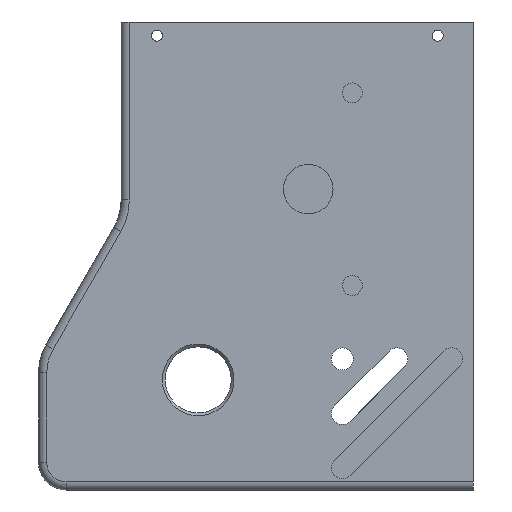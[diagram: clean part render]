
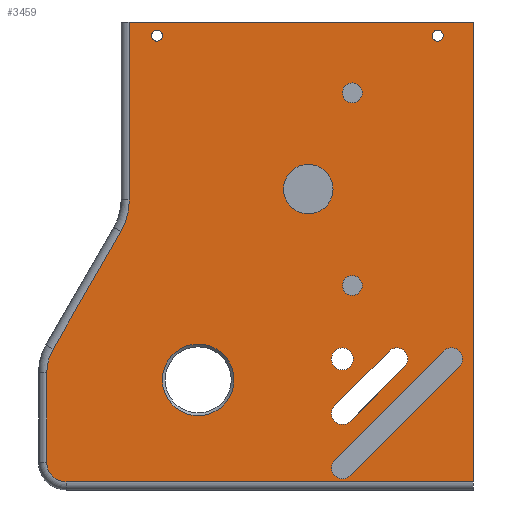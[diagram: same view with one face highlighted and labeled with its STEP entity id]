
A CAD part, left-side view. The second image highlights one B-rep face of the part: STEP entity #3459.
In plain terms, the highlighted planar face has unit normal (-1, 0, 0).
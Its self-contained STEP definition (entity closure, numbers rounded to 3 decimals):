
#40=FACE_BOUND('',#564,.T.);
#41=FACE_BOUND('',#565,.T.);
#42=FACE_BOUND('',#566,.T.);
#43=FACE_BOUND('',#567,.T.);
#44=FACE_BOUND('',#568,.T.);
#45=FACE_BOUND('',#569,.T.);
#46=FACE_BOUND('',#570,.T.);
#47=FACE_BOUND('',#571,.T.);
#48=FACE_BOUND('',#572,.T.);
#193=PLANE('',#3744);
#364=FACE_OUTER_BOUND('',#563,.T.);
#563=EDGE_LOOP('',(#3094,#3095,#3096,#3097,#3098,#3099,#3100,#3101,#3102));
#564=EDGE_LOOP('',(#3103));
#565=EDGE_LOOP('',(#3104));
#566=EDGE_LOOP('',(#3105));
#567=EDGE_LOOP('',(#3106));
#568=EDGE_LOOP('',(#3107,#3108,#3109,#3110));
#569=EDGE_LOOP('',(#3111));
#570=EDGE_LOOP('',(#3112,#3113,#3114,#3115));
#571=EDGE_LOOP('',(#3116));
#572=EDGE_LOOP('',(#3117));
#848=LINE('',#5267,#1235);
#851=LINE('',#5282,#1238);
#853=LINE('',#5294,#1240);
#855=LINE('',#5306,#1242);
#877=LINE('',#5358,#1264);
#903=LINE('',#5449,#1290);
#908=LINE('',#5463,#1295);
#916=LINE('',#5496,#1303);
#928=LINE('',#5524,#1315);
#979=LINE('',#5655,#1366);
#1235=VECTOR('',#4270,10.);
#1238=VECTOR('',#4287,10.);
#1240=VECTOR('',#4301,10.);
#1242=VECTOR('',#4315,10.);
#1264=VECTOR('',#4361,10.);
#1290=VECTOR('',#4459,10.);
#1295=VECTOR('',#4472,10.);
#1303=VECTOR('',#4508,10.);
#1315=VECTOR('',#4528,10.);
#1366=VECTOR('',#4663,10.);
#1375=CIRCLE('',#3486,1.);
#1379=CIRCLE('',#3492,1.);
#1391=CIRCLE('',#3515,1.8);
#1393=CIRCLE('',#3518,1.8);
#1406=CIRCLE('',#3618,3.5);
#1410=CIRCLE('',#3624,8.5);
#1414=CIRCLE('',#3630,11.5);
#1439=CIRCLE('',#3682,2.);
#1441=CIRCLE('',#3686,2.);
#1443=CIRCLE('',#3690,2.);
#1448=CIRCLE('',#3697,2.);
#1450=CIRCLE('',#3705,2.);
#1467=CIRCLE('',#3745,6.5);
#1468=CIRCLE('',#3746,4.5);
#1473=VERTEX_POINT('',#4705);
#1477=VERTEX_POINT('',#4717);
#1497=VERTEX_POINT('',#4778);
#1499=VERTEX_POINT('',#4784);
#1657=VERTEX_POINT('',#5264);
#1658=VERTEX_POINT('',#5266);
#1660=VERTEX_POINT('',#5272);
#1662=VERTEX_POINT('',#5278);
#1664=VERTEX_POINT('',#5284);
#1666=VERTEX_POINT('',#5290);
#1668=VERTEX_POINT('',#5296);
#1670=VERTEX_POINT('',#5302);
#1689=VERTEX_POINT('',#5357);
#1717=VERTEX_POINT('',#5447);
#1718=VERTEX_POINT('',#5448);
#1721=VERTEX_POINT('',#5456);
#1723=VERTEX_POINT('',#5462);
#1725=VERTEX_POINT('',#5472);
#1731=VERTEX_POINT('',#5487);
#1732=VERTEX_POINT('',#5489);
#1734=VERTEX_POINT('',#5495);
#1746=VERTEX_POINT('',#5522);
#1785=VERTEX_POINT('',#5656);
#1786=VERTEX_POINT('',#5658);
#1792=EDGE_CURVE('',#1473,#1473,#1375,.T.);
#1798=EDGE_CURVE('',#1477,#1477,#1379,.T.);
#1828=EDGE_CURVE('',#1497,#1497,#1391,.T.);
#1831=EDGE_CURVE('',#1499,#1499,#1393,.T.);
#2067=EDGE_CURVE('',#1657,#1658,#848,.T.);
#2072=EDGE_CURVE('',#1658,#1660,#1406,.T.);
#2075=EDGE_CURVE('',#1660,#1662,#851,.T.);
#2078=EDGE_CURVE('',#1662,#1664,#1410,.T.);
#2081=EDGE_CURVE('',#1664,#1666,#853,.T.);
#2084=EDGE_CURVE('',#1666,#1668,#1414,.T.);
#2087=EDGE_CURVE('',#1668,#1670,#855,.T.);
#2113=EDGE_CURVE('',#1689,#1670,#877,.T.);
#2158=EDGE_CURVE('',#1717,#1718,#903,.T.);
#2162=EDGE_CURVE('',#1721,#1717,#1439,.T.);
#2165=EDGE_CURVE('',#1723,#1721,#908,.T.);
#2168=EDGE_CURVE('',#1718,#1723,#1441,.T.);
#2170=EDGE_CURVE('',#1725,#1725,#1443,.T.);
#2178=EDGE_CURVE('',#1732,#1731,#1448,.T.);
#2181=EDGE_CURVE('',#1734,#1732,#916,.T.);
#2195=EDGE_CURVE('',#1731,#1746,#928,.T.);
#2197=EDGE_CURVE('',#1746,#1734,#1450,.T.);
#2264=EDGE_CURVE('',#1657,#1689,#979,.T.);
#2265=EDGE_CURVE('',#1785,#1785,#1467,.T.);
#2266=EDGE_CURVE('',#1786,#1786,#1468,.T.);
#3094=ORIENTED_EDGE('',*,*,#2067,.F.);
#3095=ORIENTED_EDGE('',*,*,#2264,.T.);
#3096=ORIENTED_EDGE('',*,*,#2113,.T.);
#3097=ORIENTED_EDGE('',*,*,#2087,.F.);
#3098=ORIENTED_EDGE('',*,*,#2084,.F.);
#3099=ORIENTED_EDGE('',*,*,#2081,.F.);
#3100=ORIENTED_EDGE('',*,*,#2078,.F.);
#3101=ORIENTED_EDGE('',*,*,#2075,.F.);
#3102=ORIENTED_EDGE('',*,*,#2072,.F.);
#3103=ORIENTED_EDGE('',*,*,#1792,.T.);
#3104=ORIENTED_EDGE('',*,*,#1798,.T.);
#3105=ORIENTED_EDGE('',*,*,#1828,.T.);
#3106=ORIENTED_EDGE('',*,*,#1831,.T.);
#3107=ORIENTED_EDGE('',*,*,#2158,.T.);
#3108=ORIENTED_EDGE('',*,*,#2168,.T.);
#3109=ORIENTED_EDGE('',*,*,#2165,.T.);
#3110=ORIENTED_EDGE('',*,*,#2162,.T.);
#3111=ORIENTED_EDGE('',*,*,#2170,.T.);
#3112=ORIENTED_EDGE('',*,*,#2195,.T.);
#3113=ORIENTED_EDGE('',*,*,#2197,.T.);
#3114=ORIENTED_EDGE('',*,*,#2181,.T.);
#3115=ORIENTED_EDGE('',*,*,#2178,.T.);
#3116=ORIENTED_EDGE('',*,*,#2265,.F.);
#3117=ORIENTED_EDGE('',*,*,#2266,.T.);
#3459=ADVANCED_FACE('',(#364,#40,#41,#42,#43,#44,#45,#46,#47,#48),#193,
 .T.);
#3486=AXIS2_PLACEMENT_3D('',#4707,#3767,#3768);
#3492=AXIS2_PLACEMENT_3D('',#4719,#3781,#3782);
#3515=AXIS2_PLACEMENT_3D('',#4780,#3845,#3846);
#3518=AXIS2_PLACEMENT_3D('',#4786,#3852,#3853);
#3618=AXIS2_PLACEMENT_3D('',#5276,#4280,#4281);
#3624=AXIS2_PLACEMENT_3D('',#5288,#4294,#4295);
#3630=AXIS2_PLACEMENT_3D('',#5300,#4308,#4309);
#3682=AXIS2_PLACEMENT_3D('',#5457,#4465,#4466);
#3686=AXIS2_PLACEMENT_3D('',#5468,#4477,#4478);
#3690=AXIS2_PLACEMENT_3D('',#5473,#4485,#4486);
#3697=AXIS2_PLACEMENT_3D('',#5490,#4502,#4503);
#3705=AXIS2_PLACEMENT_3D('',#5527,#4533,#4534);
#3744=AXIS2_PLACEMENT_3D('',#5654,#4661,#4662);
#3745=AXIS2_PLACEMENT_3D('',#5657,#4664,#4665);
#3746=AXIS2_PLACEMENT_3D('',#5659,#4666,#4667);
#3767=DIRECTION('center_axis',(1.,0.,0.));
#3768=DIRECTION('ref_axis',(0.,1.,0.));
#3781=DIRECTION('center_axis',(1.,0.,0.));
#3782=DIRECTION('ref_axis',(0.,1.,0.));
#3845=DIRECTION('center_axis',(1.,0.,0.));
#3846=DIRECTION('ref_axis',(0.,1.,0.));
#3852=DIRECTION('center_axis',(1.,0.,0.));
#3853=DIRECTION('ref_axis',(0.,1.,0.));
#4270=DIRECTION('',(0.,1.,0.));
#4280=DIRECTION('center_axis',(1.,0.,0.));
#4281=DIRECTION('ref_axis',(0.,0.707,-0.707));
#4287=DIRECTION('',(0.,0.,1.));
#4294=DIRECTION('center_axis',(1.,0.,0.));
#4295=DIRECTION('ref_axis',(0.,0.966,0.259));
#4301=DIRECTION('',(0.,-0.5,0.866));
#4308=DIRECTION('center_axis',(-1.,0.,0.));
#4309=DIRECTION('ref_axis',(0.,-0.966,-0.259));
#4315=DIRECTION('',(0.,0.,1.));
#4361=DIRECTION('',(0.,1.,0.));
#4459=DIRECTION('',(0.,-0.707,0.707));
#4465=DIRECTION('center_axis',(1.,0.,0.));
#4466=DIRECTION('ref_axis',(0.,0.707,0.707));
#4472=DIRECTION('',(0.,0.707,-0.707));
#4477=DIRECTION('center_axis',(1.,0.,0.));
#4478=DIRECTION('ref_axis',(0.,-0.707,-0.707));
#4485=DIRECTION('center_axis',(1.,0.,0.));
#4486=DIRECTION('ref_axis',(0.,-1.,0.));
#4502=DIRECTION('center_axis',(1.,0.,0.));
#4503=DIRECTION('ref_axis',(0.,0.707,0.707));
#4508=DIRECTION('',(0.,0.707,-0.707));
#4528=DIRECTION('',(0.,-0.707,0.707));
#4533=DIRECTION('center_axis',(1.,0.,0.));
#4534=DIRECTION('ref_axis',(0.,-0.707,-0.707));
#4661=DIRECTION('center_axis',(-1.,0.,0.));
#4662=DIRECTION('ref_axis',(0.,0.,1.));
#4663=DIRECTION('',(0.,0.,1.));
#4664=DIRECTION('center_axis',(-1.,0.,0.));
#4665=DIRECTION('ref_axis',(0.,1.,0.));
#4666=DIRECTION('center_axis',(1.,0.,0.));
#4667=DIRECTION('ref_axis',(0.,-1.,0.));
#4705=CARTESIAN_POINT('',(-50.,56.5,82.5));
#4707=CARTESIAN_POINT('Origin',(-50.,57.5,82.5));
#4717=CARTESIAN_POINT('',(-50.,5.5,82.5));
#4719=CARTESIAN_POINT('Origin',(-50.,6.5,82.5));
#4778=CARTESIAN_POINT('',(-50.,20.2,37.141));
#4780=CARTESIAN_POINT('Origin',(-50.,22.,37.141));
#4784=CARTESIAN_POINT('',(-50.,20.2,72.141));
#4786=CARTESIAN_POINT('Origin',(-50.,22.,72.141));
#5264=CARTESIAN_POINT('',(-50.,0.,1.5));
#5266=CARTESIAN_POINT('',(-50.,74.,1.5));
#5267=CARTESIAN_POINT('',(-50.,0.,1.5));
#5272=CARTESIAN_POINT('',(-50.,77.5,5.));
#5276=CARTESIAN_POINT('Origin',(-50.,74.,5.));
#5278=CARTESIAN_POINT('',(-50.,77.5,21.34));
#5282=CARTESIAN_POINT('',(-50.,77.5,12.01));
#5284=CARTESIAN_POINT('',(-50.,76.361,25.59));
#5288=CARTESIAN_POINT('Origin',(-50.,69.,21.34));
#5290=CARTESIAN_POINT('',(-50.,64.041,46.929));
#5294=CARTESIAN_POINT('',(-50.,65.526,44.356));
#5296=CARTESIAN_POINT('',(-50.,62.5,52.679));
#5300=CARTESIAN_POINT('Origin',(-50.,74.,52.679));
#5302=CARTESIAN_POINT('',(-50.,62.5,85.));
#5306=CARTESIAN_POINT('',(-50.,62.5,42.5));
#5357=CARTESIAN_POINT('',(-50.,0.,85.));
#5358=CARTESIAN_POINT('',(-50.,0.,85.));
#5447=CARTESIAN_POINT('',(-50.,25.213,5.414));
#5448=CARTESIAN_POINT('',(-50.,5.414,25.213));
#5449=CARTESIAN_POINT('',(-50.,20.263,10.364));
#5456=CARTESIAN_POINT('',(-50.,22.385,2.586));
#5457=CARTESIAN_POINT('Origin',(-50.,23.799,4.));
#5462=CARTESIAN_POINT('',(-50.,2.586,22.385));
#5463=CARTESIAN_POINT('',(-50.,7.536,17.435));
#5468=CARTESIAN_POINT('Origin',(-50.,4.,23.799));
#5472=CARTESIAN_POINT('',(-50.,25.799,23.799));
#5473=CARTESIAN_POINT('Origin',(-50.,23.799,23.799));
#5487=CARTESIAN_POINT('',(-50.,25.213,15.314));
#5489=CARTESIAN_POINT('',(-50.,22.385,12.485));
#5490=CARTESIAN_POINT('Origin',(-50.,23.799,13.899));
#5495=CARTESIAN_POINT('',(-50.,12.485,22.385));
#5496=CARTESIAN_POINT('',(-50.,14.96,19.91));
#5522=CARTESIAN_POINT('',(-50.,15.314,25.213));
#5524=CARTESIAN_POINT('',(-50.,22.738,17.789));
#5527=CARTESIAN_POINT('Origin',(-50.,13.899,23.799));
#5654=CARTESIAN_POINT('Origin',(-50.,0.,0.));
#5655=CARTESIAN_POINT('',(-50.,0.,0.));
#5656=CARTESIAN_POINT('',(-50.,43.5,20.));
#5657=CARTESIAN_POINT('Origin',(-50.,50.,20.));
#5658=CARTESIAN_POINT('',(-50.,34.5,54.641));
#5659=CARTESIAN_POINT('Origin',(-50.,30.,54.641));
